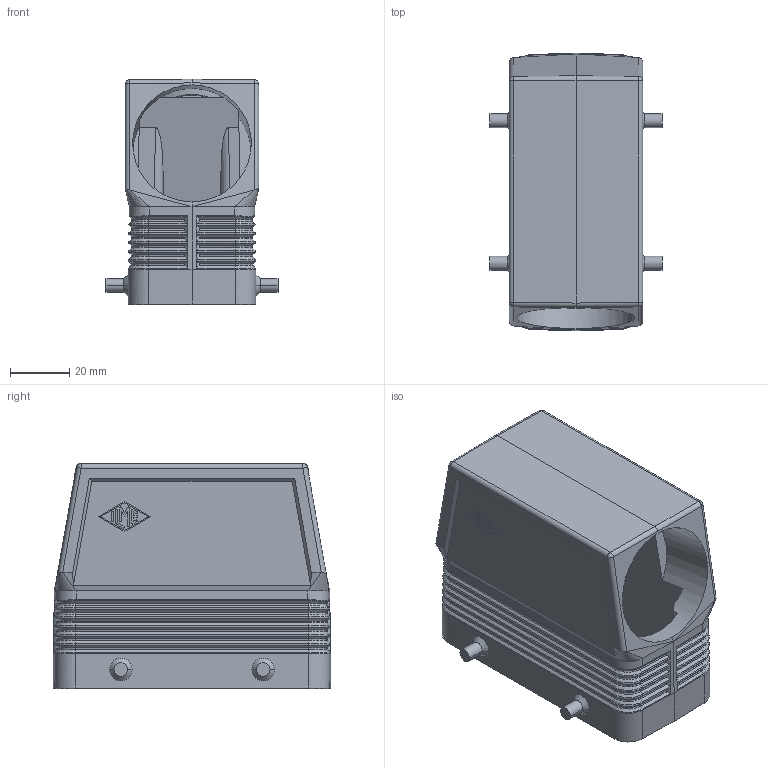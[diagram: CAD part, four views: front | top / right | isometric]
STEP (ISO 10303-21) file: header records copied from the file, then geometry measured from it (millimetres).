
FILE_DESCRIPTION(('Creo Elements/Direct Modeling STEP Export'),'2;1');
FILE_NAME('0ln7uvk49a6r53m4008','2017-02-20T13:44:41',(''),(''),'PTC Creo Elements/Direct Modeling STEP processor for AP214 (Solid Model)','PTC Creo Elements/Direct Modeling 19.0E 27-Jun-2016 (C) Parametric Technology GmbH','');
FILE_SCHEMA(('AUTOMOTIVE_DESIGN { 1 0 10303 214 1 1 1 1 }'));
Length unit declared in the file: millimetre
Products named in the file (2): MFOE_16.40M
Assembly tree (1 placements, depth 2):
  MFOE_16.40M
    MFOE_16.40M
Bounding box: 58 x 93.5 x 76 mm (x, y, z)
Volume: 83464.5 mm3; surface area: 43226.6 mm2
Topology: 1 solids, 1 shells, 481 faces, 1184 edges, 708 vertices
Faces by surface type: plane 212, cylinder 133, cone 56, torus 48, bspline 28, sphere 4
Entity records: 21944 total; most frequent: CARTESIAN_POINT 7145, ORIENTED_EDGE 2350, DIRECTION 2190, EDGE_CURVE 1175, AXIS2_PLACEMENT_3D 788, VERTEX_POINT 708, VECTOR 614, LINE 614
